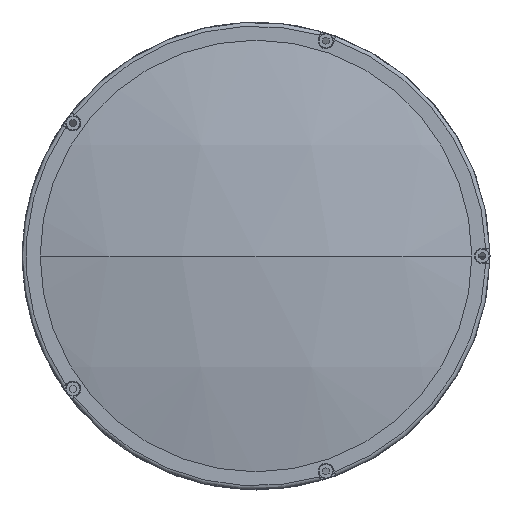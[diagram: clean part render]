
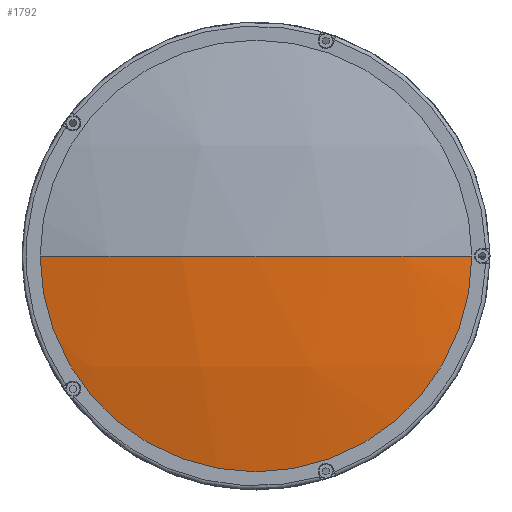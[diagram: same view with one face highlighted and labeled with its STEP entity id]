
A CAD part, left-side view. The second image highlights one B-rep face of the part: STEP entity #1792.
In plain terms, the highlighted spherical face has radius 384 mm.
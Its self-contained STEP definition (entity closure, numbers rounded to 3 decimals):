
#387 = DIRECTION ( 'NONE',  ( 0., 1., 0. ) ) ;
#1026 = CARTESIAN_POINT ( 'NONE',  ( -353.104, 85., 0. ) ) ;
#1204 = ORIENTED_EDGE ( 'NONE', *, *, #4237, .F. ) ;
#1513 = CARTESIAN_POINT ( 'NONE',  ( -353.104, 0., 0. ) ) ;
#1562 = CARTESIAN_POINT ( 'NONE',  ( 21.37, 0., 0. ) ) ;
#1589 = AXIS2_PLACEMENT_3D ( 'NONE', #1513, #6424, #2231 ) ;
#1612 = CARTESIAN_POINT ( 'NONE',  ( -353.104, -85., 0. ) ) ;
#1792 = ADVANCED_FACE ( 'NONE', ( #3983 ), #3310, .T. ) ;
#2230 = AXIS2_PLACEMENT_3D ( 'NONE', #6004, #4631, #387 ) ;
#2231 = DIRECTION ( 'NONE',  ( 0., 0., 1. ) ) ;
#2279 = DIRECTION ( 'NONE',  ( 0., 1., 0. ) ) ;
#2621 = DIRECTION ( 'NONE',  ( 0., 0., 1. ) ) ;
#3100 = EDGE_CURVE ( 'NONE', #4500, #7308, #6864, .T. ) ;
#3310 = SPHERICAL_SURFACE ( 'NONE', #2230, 384. ) ;
#3562 = CARTESIAN_POINT ( 'NONE',  ( -362.63, 0., 0. ) ) ;
#3983 = FACE_OUTER_BOUND ( 'NONE', #7844, .T. ) ;
#4237 = EDGE_CURVE ( 'NONE', #4500, #8477, #7365, .T. ) ;
#4500 = VERTEX_POINT ( 'NONE', #1026 ) ;
#4631 = DIRECTION ( 'NONE',  ( 0., 0., -1. ) ) ;
#5446 = ORIENTED_EDGE ( 'NONE', *, *, #6483, .T. ) ;
#5762 = AXIS2_PLACEMENT_3D ( 'NONE', #1562, #6479, #2279 ) ;
#6004 = CARTESIAN_POINT ( 'NONE',  ( 21.37, 0., 0. ) ) ;
#6424 = DIRECTION ( 'NONE',  ( -1., 0., 0. ) ) ;
#6479 = DIRECTION ( 'NONE',  ( 0., 0., -1. ) ) ;
#6483 = EDGE_CURVE ( 'NONE', #7308, #8477, #8069, .T. ) ;
#6842 = CARTESIAN_POINT ( 'NONE',  ( 21.37, 0., 0. ) ) ;
#6864 = CIRCLE ( 'NONE', #1589, 85. ) ;
#6879 = ORIENTED_EDGE ( 'NONE', *, *, #3100, .T. ) ;
#7047 = AXIS2_PLACEMENT_3D ( 'NONE', #6842, #2621, #7533 ) ;
#7308 = VERTEX_POINT ( 'NONE', #1612 ) ;
#7365 = CIRCLE ( 'NONE', #7047, 384. ) ;
#7533 = DIRECTION ( 'NONE',  ( 0., -1., 0. ) ) ;
#7844 = EDGE_LOOP ( 'NONE', ( #6879, #5446, #1204 ) ) ;
#8069 = CIRCLE ( 'NONE', #5762, 384. ) ;
#8477 = VERTEX_POINT ( 'NONE', #3562 ) ;
